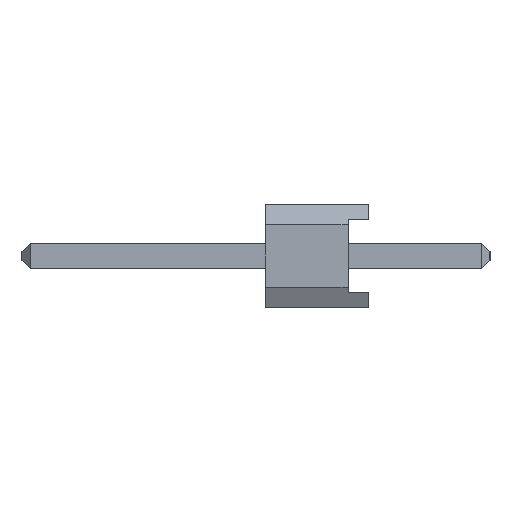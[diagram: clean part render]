
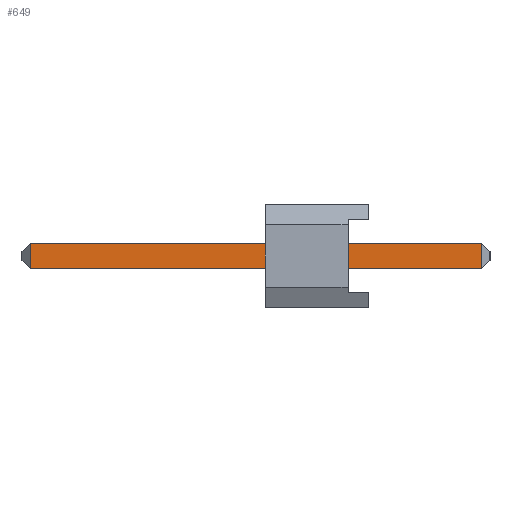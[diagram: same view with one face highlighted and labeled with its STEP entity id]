
A CAD part, left-side view. The second image highlights one B-rep face of the part: STEP entity #649.
In plain terms, the highlighted face is planar.
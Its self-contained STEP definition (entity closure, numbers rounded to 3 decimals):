
#123=FACE_OUTER_BOUND('',#155,.T.);
#155=EDGE_LOOP('',(#483,#484,#485,#486));
#184=LINE('',#999,#260);
#201=LINE('',#1034,#277);
#202=LINE('',#1036,#278);
#203=LINE('',#1037,#279);
#260=VECTOR('',#805,1000.);
#277=VECTOR('',#834,1000.);
#278=VECTOR('',#835,1000.);
#279=VECTOR('',#836,1000.);
#336=VERTEX_POINT('',#996);
#337=VERTEX_POINT('',#998);
#349=VERTEX_POINT('',#1033);
#350=VERTEX_POINT('',#1035);
#384=EDGE_CURVE('',#337,#336,#184,.T.);
#401=EDGE_CURVE('',#337,#349,#201,.T.);
#402=EDGE_CURVE('',#336,#350,#202,.T.);
#403=EDGE_CURVE('',#350,#349,#203,.T.);
#483=ORIENTED_EDGE('',*,*,#401,.F.);
#484=ORIENTED_EDGE('',*,*,#384,.T.);
#485=ORIENTED_EDGE('',*,*,#402,.T.);
#486=ORIENTED_EDGE('',*,*,#403,.T.);
#617=PLANE('',#747);
#649=ADVANCED_FACE('',(#123),#617,.F.);
#747=AXIS2_PLACEMENT_3D('',#1032,#832,#833);
#805=DIRECTION('',(0.,1.,0.));
#832=DIRECTION('center_axis',(-1.,0.,0.));
#833=DIRECTION('ref_axis',(0.,0.,1.));
#834=DIRECTION('',(0.,0.,1.));
#835=DIRECTION('',(0.,0.,1.));
#836=DIRECTION('',(0.,-1.,0.));
#996=CARTESIAN_POINT('',(0.32,0.32,-5.57));
#998=CARTESIAN_POINT('',(0.32,-0.32,-5.57));
#999=CARTESIAN_POINT('',(0.32,-0.32,-5.57));
#1032=CARTESIAN_POINT('Origin',(0.32,-0.32,-5.77));
#1033=CARTESIAN_POINT('',(0.32,-0.32,5.57));
#1034=CARTESIAN_POINT('',(0.32,-0.32,-5.77));
#1035=CARTESIAN_POINT('',(0.32,0.32,5.57));
#1036=CARTESIAN_POINT('',(0.32,0.32,-5.77));
#1037=CARTESIAN_POINT('',(0.32,-0.32,5.57));
